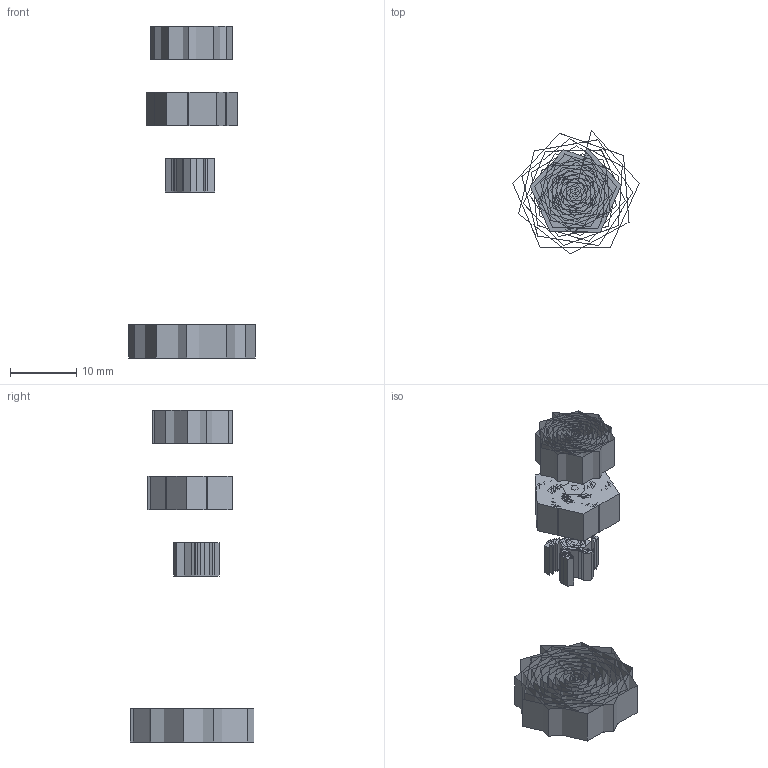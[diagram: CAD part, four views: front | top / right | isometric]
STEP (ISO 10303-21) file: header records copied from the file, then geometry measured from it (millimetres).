
FILE_DESCRIPTION(('Open CASCADE Model'),'2;1');
FILE_NAME('Open CASCADE Shape Model','2024-06-01T12:26:50',('Author'),( 'Open CASCADE'),'Open CASCADE STEP processor 7.7','Open CASCADE 7.7' ,'Unknown');
FILE_SCHEMA(('AUTOMOTIVE_DESIGN { 1 0 10303 214 1 1 1 1 }'));
Length unit declared in the file: millimetre
Products named in the file (75): Open CASCADE STEP translator 7.7 16; Open CASCADE STEP translator 7.7 16.1; Open CASCADE STEP translator 7.7 16.2; Open CASCADE STEP translator 7.7 16.3; Open CASCADE STEP translator 7.7 16.4; Open CASCADE STEP translator 7.7 16.5; Open CASCADE STEP translator 7.7 16.6; Open CASCADE STEP translator 7.7 16.7; Open CASCADE STEP translator 7.7 16.8; Open CASCADE STEP translator 7.7 16.9; Open CASCADE STEP translator 7.7 16.10; Open CASCADE STEP translator 7.7 16.11; Open CASCADE STEP translator 7.7 16.12; Open CASCADE STEP translator 7.7 16.13; Open CASCADE STEP translator 7.7 16.14; Open CASCADE STEP translator 7.7 16.15; Open CASCADE STEP translator 7.7 16.16; Open CASCADE STEP translator 7.7 16.17; Open CASCADE STEP translator 7.7 16.18; Open CASCADE STEP translator 7.7 16.19; Open CASCADE STEP translator 7.7 16.20; Open CASCADE STEP translator 7.7 16.21; Open CASCADE STEP translator 7.7 16.22; Open CASCADE STEP translator 7.7 16.23; Open CASCADE STEP translator 7.7 16.24; Open CASCADE STEP translator 7.7 16.25; Open CASCADE STEP translator 7.7 16.26; Open CASCADE STEP translator 7.7 16.27; Open CASCADE STEP translator 7.7 16.28; Open CASCADE STEP translator 7.7 16.29; Open CASCADE STEP translator 7.7 16.30; Open CASCADE STEP translator 7.7 16.31; Open CASCADE STEP translator 7.7 16.32; Open CASCADE STEP translator 7.7 16.33; Open CASCADE STEP translator 7.7 16.34; Open CASCADE STEP translator 7.7 16.35; Open CASCADE STEP translator 7.7 16.36; Open CASCADE STEP translator 7.7 16.37; Open CASCADE STEP translator 7.7 16.38; Open CASCADE STEP translator 7.7 16.39 ...
Assembly tree (74 placements, depth 2):
  Open CASCADE STEP translator 7.7 16
    Open CASCADE STEP translator 7.7 16.1
    Open CASCADE STEP translator 7.7 16.2
    Open CASCADE STEP translator 7.7 16.3
    Open CASCADE STEP translator 7.7 16.4
    Open CASCADE STEP translator 7.7 16.5
    Open CASCADE STEP translator 7.7 16.6
    Open CASCADE STEP translator 7.7 16.7
    Open CASCADE STEP translator 7.7 16.8
    Open CASCADE STEP translator 7.7 16.9
    Open CASCADE STEP translator 7.7 16.10
    Open CASCADE STEP translator 7.7 16.11
    Open CASCADE STEP translator 7.7 16.12
    Open CASCADE STEP translator 7.7 16.13
    Open CASCADE STEP translator 7.7 16.14
    Open CASCADE STEP translator 7.7 16.15
    Open CASCADE STEP translator 7.7 16.16
    Open CASCADE STEP translator 7.7 16.17
    Open CASCADE STEP translator 7.7 16.18
    Open CASCADE STEP translator 7.7 16.19
    Open CASCADE STEP translator 7.7 16.20
    Open CASCADE STEP translator 7.7 16.21
    Open CASCADE STEP translator 7.7 16.22
    Open CASCADE STEP translator 7.7 16.23
    Open CASCADE STEP translator 7.7 16.24
    Open CASCADE STEP translator 7.7 16.25
    Open CASCADE STEP translator 7.7 16.26
    Open CASCADE STEP translator 7.7 16.27
    Open CASCADE STEP translator 7.7 16.28
    Open CASCADE STEP translator 7.7 16.29
    Open CASCADE STEP translator 7.7 16.30
    Open CASCADE STEP translator 7.7 16.31
    Open CASCADE STEP translator 7.7 16.32
    Open CASCADE STEP translator 7.7 16.33
    Open CASCADE STEP translator 7.7 16.34
    Open CASCADE STEP translator 7.7 16.35
    Open CASCADE STEP translator 7.7 16.36
    Open CASCADE STEP translator 7.7 16.37
    Open CASCADE STEP translator 7.7 16.38
    Open CASCADE STEP translator 7.7 16.39
    Open CASCADE STEP translator 7.7 16.40
    Open CASCADE STEP translator 7.7 16.41
    Open CASCADE STEP translator 7.7 16.42
    Open CASCADE STEP translator 7.7 16.43
    Open CASCADE STEP translator 7.7 16.44
    Open CASCADE STEP translator 7.7 16.45
    Open CASCADE STEP translator 7.7 16.46
    Open CASCADE STEP translator 7.7 16.47
    Open CASCADE STEP translator 7.7 16.48
    Open CASCADE STEP translator 7.7 16.49
    Open CASCADE STEP translator 7.7 16.50
    Open CASCADE STEP translator 7.7 16.51
    Open CASCADE STEP translator 7.7 16.52
    Open CASCADE STEP translator 7.7 16.53
    Open CASCADE STEP translator 7.7 16.54
    Open CASCADE STEP translator 7.7 16.55
    Open CASCADE STEP translator 7.7 16.56
    Open CASCADE STEP translator 7.7 16.57
    Open CASCADE STEP translator 7.7 16.58
    Open CASCADE STEP translator 7.7 16.59
Bounding box: 19.04 x 18.67 x 50 mm (x, y, z)
Volume: 11263.6 mm3; surface area: 10313.7 mm2
Topology: 74 solids, 74 shells, 666 faces, 1750 edges, 1150 vertices
Faces by surface type: plane 666
Entity records: 39680 total; most frequent: CARTESIAN_POINT 6834, DIRECTION 5770, LINE 4294, VECTOR 4294, ORIENTED_EDGE 3112, PCURVE 3112, DEFINITIONAL_REPRESENTATION 3112, EDGE_CURVE 1556
